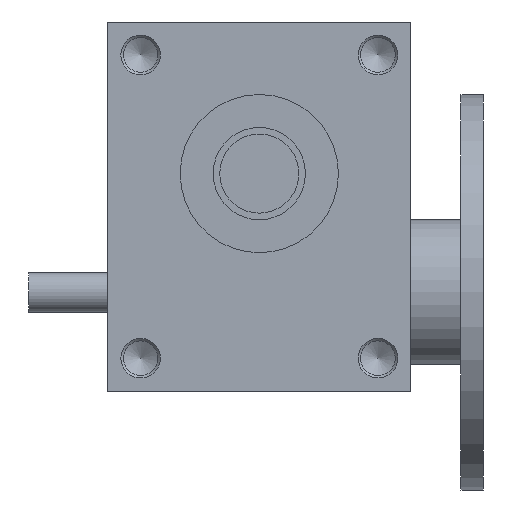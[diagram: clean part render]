
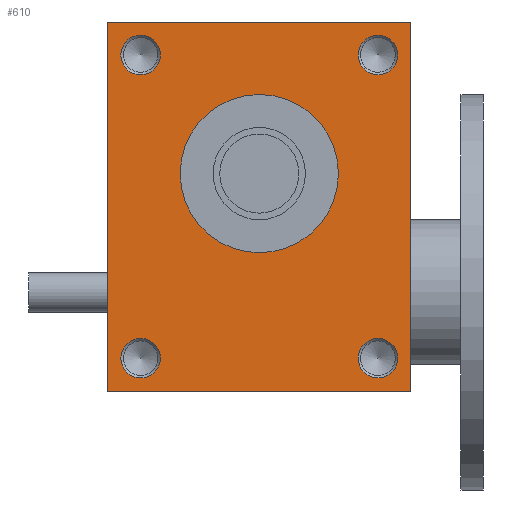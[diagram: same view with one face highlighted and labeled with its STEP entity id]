
A CAD part, front view. The second image highlights one B-rep face of the part: STEP entity #610.
In plain terms, the highlighted planar face has unit normal (0, -1, 0).
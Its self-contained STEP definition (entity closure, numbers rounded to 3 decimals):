
#610 = ADVANCED_FACE( '', ( #1320, #1321, #1322, #1323, #1324, #1325 ), #1326, .F. );
#1320 = FACE_BOUND( '', #2111, .T. );
#1321 = FACE_BOUND( '', #2112, .T. );
#1322 = FACE_BOUND( '', #2113, .T. );
#1323 = FACE_BOUND( '', #2114, .T. );
#1324 = FACE_BOUND( '', #2115, .T. );
#1325 = FACE_OUTER_BOUND( '', #2116, .T. );
#1326 = PLANE( '', #2117 );
#2111 = EDGE_LOOP( '', ( #3530 ) );
#2112 = EDGE_LOOP( '', ( #3531 ) );
#2113 = EDGE_LOOP( '', ( #3532 ) );
#2114 = EDGE_LOOP( '', ( #3533 ) );
#2115 = EDGE_LOOP( '', ( #3534 ) );
#2116 = EDGE_LOOP( '', ( #3535, #3536, #3537, #3538 ) );
#2117 = AXIS2_PLACEMENT_3D( '', #3539, #3540, #3541 );
#3530 = ORIENTED_EDGE( '', *, *, #4611, .F. );
#3531 = ORIENTED_EDGE( '', *, *, #4551, .F. );
#3532 = ORIENTED_EDGE( '', *, *, #4167, .F. );
#3533 = ORIENTED_EDGE( '', *, *, #4432, .F. );
#3534 = ORIENTED_EDGE( '', *, *, #4131, .T. );
#3535 = ORIENTED_EDGE( '', *, *, #4662, .T. );
#3536 = ORIENTED_EDGE( '', *, *, #4663, .F. );
#3537 = ORIENTED_EDGE( '', *, *, #4319, .F. );
#3538 = ORIENTED_EDGE( '', *, *, #4307, .T. );
#3539 = CARTESIAN_POINT( '', ( -115., -88., 140. ) );
#3540 = DIRECTION( '', ( 0., 1., 0. ) );
#3541 = DIRECTION( '', ( 0., 0., 1. ) );
#4131 = EDGE_CURVE( '', #4796, #4796, #4797, .T. );
#4167 = EDGE_CURVE( '', #4856, #4856, #4857, .T. );
#4307 = EDGE_CURVE( '', #5125, #5123, #5126, .T. );
#4319 = EDGE_CURVE( '', #5125, #5142, #5143, .T. );
#4432 = EDGE_CURVE( '', #5312, #5312, #5313, .T. );
#4551 = EDGE_CURVE( '', #5474, #5474, #5475, .T. );
#4611 = EDGE_CURVE( '', #5556, #5556, #5557, .T. );
#4662 = EDGE_CURVE( '', #5123, #5620, #5621, .T. );
#4663 = EDGE_CURVE( '', #5142, #5620, #5622, .T. );
#4796 = VERTEX_POINT( '', #5765 );
#4797 = CIRCLE( '', #5766, 60. );
#4856 = VERTEX_POINT( '', #5839 );
#4857 = CIRCLE( '', #5840, 15. );
#5123 = VERTEX_POINT( '', #6188 );
#5125 = VERTEX_POINT( '', #6191 );
#5126 = LINE( '', #6192, #6193 );
#5142 = VERTEX_POINT( '', #6212 );
#5143 = LINE( '', #6213, #6214 );
#5312 = VERTEX_POINT( '', #6426 );
#5313 = CIRCLE( '', #6427, 15. );
#5474 = VERTEX_POINT( '', #6631 );
#5475 = CIRCLE( '', #6632, 15. );
#5556 = VERTEX_POINT( '', #6772 );
#5557 = CIRCLE( '', #6773, 15. );
#5620 = VERTEX_POINT( '', #6851 );
#5621 = LINE( '', #6852, #6853 );
#5622 = LINE( '', #6854, #6855 );
#5765 = CARTESIAN_POINT( '', ( 60., -88., 25. ) );
#5766 = AXIS2_PLACEMENT_3D( '', #7043, #7044, #7045 );
#5839 = CARTESIAN_POINT( '', ( 90., -88., 100. ) );
#5840 = AXIS2_PLACEMENT_3D( '', #7090, #7091, #7092 );
#6188 = CARTESIAN_POINT( '', ( -115., -88., -140. ) );
#6191 = CARTESIAN_POINT( '', ( -115., -88., 140. ) );
#6192 = CARTESIAN_POINT( '', ( -115., -88., 140. ) );
#6193 = VECTOR( '', #7326, 1000. );
#6212 = CARTESIAN_POINT( '', ( 115., -88., 140. ) );
#6213 = CARTESIAN_POINT( '', ( -115., -88., 140. ) );
#6214 = VECTOR( '', #7342, 1000. );
#6426 = CARTESIAN_POINT( '', ( 90., -88., -130. ) );
#6427 = AXIS2_PLACEMENT_3D( '', #7485, #7486, #7487 );
#6631 = CARTESIAN_POINT( '', ( -90., -88., 100. ) );
#6632 = AXIS2_PLACEMENT_3D( '', #7621, #7622, #7623 );
#6772 = CARTESIAN_POINT( '', ( -90., -88., -130. ) );
#6773 = AXIS2_PLACEMENT_3D( '', #7685, #7686, #7687 );
#6851 = CARTESIAN_POINT( '', ( 115., -88., -140. ) );
#6852 = CARTESIAN_POINT( '', ( -115., -88., -140. ) );
#6853 = VECTOR( '', #7739, 1000. );
#6854 = CARTESIAN_POINT( '', ( 115., -88., 140. ) );
#6855 = VECTOR( '', #7740, 1000. );
#7043 = CARTESIAN_POINT( '', ( 0., -88., 25. ) );
#7044 = DIRECTION( '', ( 0., 1., 0. ) );
#7045 = DIRECTION( '', ( 1., 0., 0. ) );
#7090 = CARTESIAN_POINT( '', ( 90., -88., 115. ) );
#7091 = DIRECTION( '', ( 0., -1., 0. ) );
#7092 = DIRECTION( '', ( 0., 0., -1. ) );
#7326 = DIRECTION( '', ( 0., 0., -1. ) );
#7342 = DIRECTION( '', ( 1., 0., 0. ) );
#7485 = CARTESIAN_POINT( '', ( 90., -88., -115. ) );
#7486 = DIRECTION( '', ( 0., -1., 0. ) );
#7487 = DIRECTION( '', ( 0., 0., -1. ) );
#7621 = CARTESIAN_POINT( '', ( -90., -88., 115. ) );
#7622 = DIRECTION( '', ( 0., -1., 0. ) );
#7623 = DIRECTION( '', ( 0., 0., -1. ) );
#7685 = CARTESIAN_POINT( '', ( -90., -88., -115. ) );
#7686 = DIRECTION( '', ( 0., -1., 0. ) );
#7687 = DIRECTION( '', ( 0., 0., -1. ) );
#7739 = DIRECTION( '', ( 1., 0., 0. ) );
#7740 = DIRECTION( '', ( 0., 0., -1. ) );
